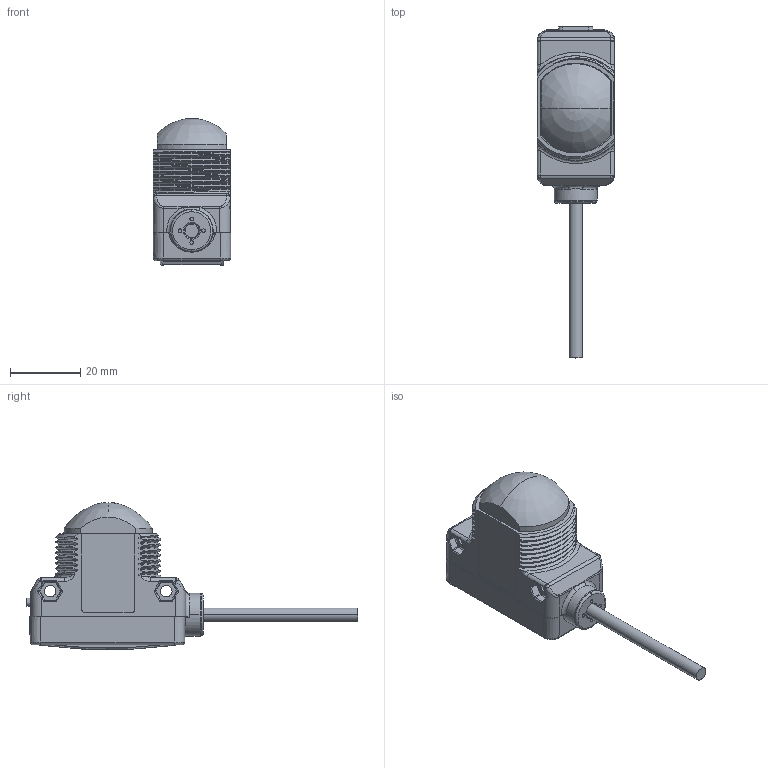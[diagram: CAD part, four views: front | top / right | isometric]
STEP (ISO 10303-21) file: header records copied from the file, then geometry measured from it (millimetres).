
FILE_DESCRIPTION((''),'2;1');
FILE_NAME('140598_SM01_ASM','2022-10-13T14:31:59',('PDMAdmin'),('BANNER ENGINEERING'),'CREO PARAMETRIC BY PTC INC, 2019292','CREO PARAMETRIC BY PTC INC, 2019292','');
FILE_SCHEMA(('CONFIG_CONTROL_DESIGN'));
Length unit declared in the file: millimetre
Products named in the file (3): 140598_EP01; ASSMEBLY_109228; 140598_SM01_ASM
Assembly tree (2 placements, depth 2):
  140598_SM01_ASM
    140598_EP01
    ASSMEBLY_109228
Bounding box: 22.17 x 94.38 x 41.78 mm (x, y, z)
Volume: 28760.7 mm3; surface area: 7901.9 mm2
Topology: 2 solids, 2 shells, 439 faces, 1044 edges, 620 vertices
Faces by surface type: cylinder 177, plane 91, bspline 86, torus 41, sphere 32, cone 10, revolution 2
Entity records: 18101 total; most frequent: CARTESIAN_POINT 8458, ORIENTED_EDGE 2080, DIRECTION 1878, EDGE_CURVE 1040, AXIS2_PLACEMENT_3D 734, VERTEX_POINT 620, EDGE_LOOP 458, FACE_OUTER_BOUND 439
